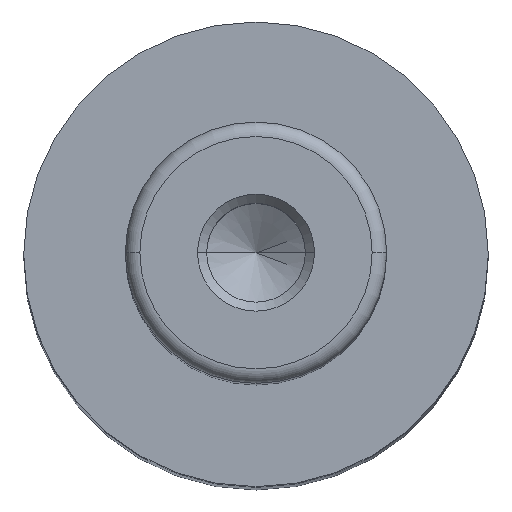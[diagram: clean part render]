
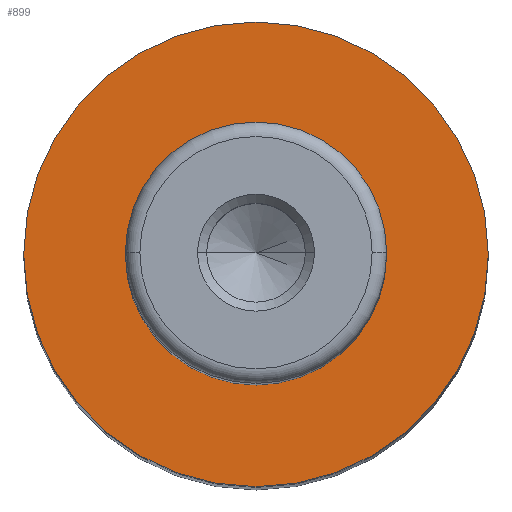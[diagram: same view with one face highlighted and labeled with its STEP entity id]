
A CAD part, top view. The second image highlights one B-rep face of the part: STEP entity #899.
In plain terms, the highlighted planar face has unit normal (0, 0, 1).
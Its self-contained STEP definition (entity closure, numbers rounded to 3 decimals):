
#10 = CARTESIAN_POINT ( 'NONE',  ( 9., 0., 130. ) ) ;
#16 = VERTEX_POINT ( 'NONE', #1173 ) ;
#79 = AXIS2_PLACEMENT_3D ( 'NONE', #235, #755, #113 ) ;
#113 = DIRECTION ( 'NONE',  ( -1., 0., 0. ) ) ;
#119 = AXIS2_PLACEMENT_3D ( 'NONE', #1095, #307, #827 ) ;
#171 = AXIS2_PLACEMENT_3D ( 'NONE', #378, #1071, #669 ) ;
#187 = AXIS2_PLACEMENT_3D ( 'NONE', #794, #751, #748 ) ;
#220 = DIRECTION ( 'NONE',  ( 0., 0., -1. ) ) ;
#235 = CARTESIAN_POINT ( 'NONE',  ( 0., 0., 130. ) ) ;
#282 = ORIENTED_EDGE ( 'NONE', *, *, #356, .F. ) ;
#307 = DIRECTION ( 'NONE',  ( 0., 0., 1. ) ) ;
#345 = FACE_OUTER_BOUND ( 'NONE', #712, .T. ) ;
#356 = EDGE_CURVE ( 'NONE', #1148, #16, #662, .T. ) ;
#378 = CARTESIAN_POINT ( 'NONE',  ( 0., 0., 130. ) ) ;
#385 = ORIENTED_EDGE ( 'NONE', *, *, #1141, .F. ) ;
#432 = CARTESIAN_POINT ( 'NONE',  ( 16., 0., 130. ) ) ;
#437 = VERTEX_POINT ( 'NONE', #579 ) ;
#504 = CIRCLE ( 'NONE', #79, 16. ) ;
#568 = FACE_BOUND ( 'NONE', #1174, .T. ) ;
#579 = CARTESIAN_POINT ( 'NONE',  ( -9., 0., 130. ) ) ;
#622 = CIRCLE ( 'NONE', #187, 9. ) ;
#638 = CARTESIAN_POINT ( 'NONE',  ( 0., 0., 130. ) ) ;
#662 = CIRCLE ( 'NONE', #812, 16. ) ;
#669 = DIRECTION ( 'NONE',  ( -1., 0., 0. ) ) ;
#694 = EDGE_CURVE ( 'NONE', #1040, #437, #622, .T. ) ;
#712 = EDGE_LOOP ( 'NONE', ( #385, #282 ) ) ;
#737 = PLANE ( 'NONE',  #119 ) ;
#748 = DIRECTION ( 'NONE',  ( -1., 0., 0. ) ) ;
#751 = DIRECTION ( 'NONE',  ( 0., 0., -1. ) ) ;
#755 = DIRECTION ( 'NONE',  ( 0., 0., -1. ) ) ;
#794 = CARTESIAN_POINT ( 'NONE',  ( 0., 0., 130. ) ) ;
#812 = AXIS2_PLACEMENT_3D ( 'NONE', #638, #220, #850 ) ;
#827 = DIRECTION ( 'NONE',  ( 1., 0., 0. ) ) ;
#838 = EDGE_CURVE ( 'NONE', #437, #1040, #976, .T. ) ;
#850 = DIRECTION ( 'NONE',  ( -1., 0., 0. ) ) ;
#899 = ADVANCED_FACE ( 'NONE', ( #568, #345 ), #737, .T. ) ;
#914 = ORIENTED_EDGE ( 'NONE', *, *, #694, .T. ) ;
#976 = CIRCLE ( 'NONE', #171, 9. ) ;
#1040 = VERTEX_POINT ( 'NONE', #10 ) ;
#1071 = DIRECTION ( 'NONE',  ( 0., 0., -1. ) ) ;
#1095 = CARTESIAN_POINT ( 'NONE',  ( -9., 0., 130. ) ) ;
#1107 = ORIENTED_EDGE ( 'NONE', *, *, #838, .T. ) ;
#1141 = EDGE_CURVE ( 'NONE', #16, #1148, #504, .T. ) ;
#1148 = VERTEX_POINT ( 'NONE', #432 ) ;
#1173 = CARTESIAN_POINT ( 'NONE',  ( -16., 0., 130. ) ) ;
#1174 = EDGE_LOOP ( 'NONE', ( #1107, #914 ) ) ;
